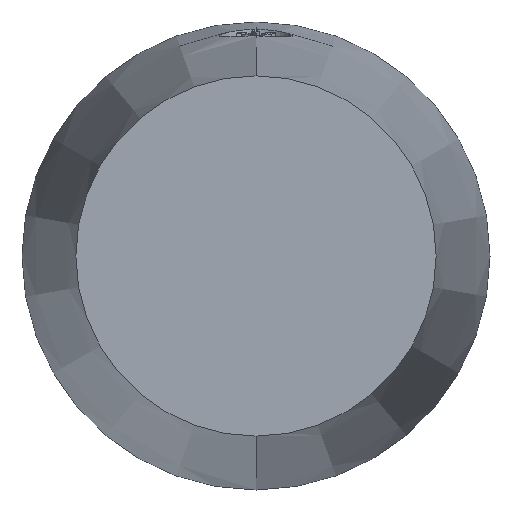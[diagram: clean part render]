
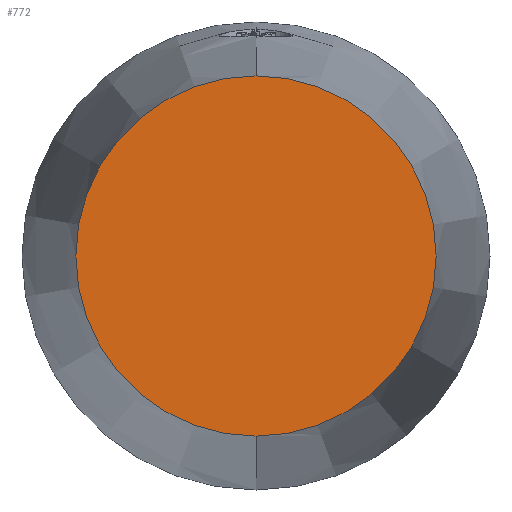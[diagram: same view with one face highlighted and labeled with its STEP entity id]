
A CAD part, front view. The second image highlights one B-rep face of the part: STEP entity #772.
In plain terms, the highlighted planar face has unit normal (0, -1, 0).
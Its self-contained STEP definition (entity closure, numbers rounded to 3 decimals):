
#115 = EDGE_CURVE ( 'NONE', #714, #647, #722, .T. ) ;
#118 = CIRCLE ( 'NONE', #702, 219.384 ) ;
#152 = DIRECTION ( 'NONE',  ( 0., 0., -1. ) ) ;
#183 = CARTESIAN_POINT ( 'NONE',  ( 0., 0., 219.384 ) ) ;
#187 = DIRECTION ( 'NONE',  ( 0., 0., -1. ) ) ;
#217 = EDGE_LOOP ( 'NONE', ( #409, #454 ) ) ;
#225 = DIRECTION ( 'NONE',  ( 0., -1., 0. ) ) ;
#239 = AXIS2_PLACEMENT_3D ( 'NONE', #284, #397, #187 ) ;
#284 = CARTESIAN_POINT ( 'NONE',  ( 0., 0., 0. ) ) ;
#308 = CARTESIAN_POINT ( 'NONE',  ( 0., 0., -219.384 ) ) ;
#314 = FACE_OUTER_BOUND ( 'NONE', #217, .T. ) ;
#397 = DIRECTION ( 'NONE',  ( 0., -1., 0. ) ) ;
#409 = ORIENTED_EDGE ( 'NONE', *, *, #765, .T. ) ;
#417 = AXIS2_PLACEMENT_3D ( 'NONE', #970, #1141, #152 ) ;
#426 = DIRECTION ( 'NONE',  ( 0., 0., -1. ) ) ;
#454 = ORIENTED_EDGE ( 'NONE', *, *, #115, .T. ) ;
#597 = PLANE ( 'NONE',  #417 ) ;
#647 = VERTEX_POINT ( 'NONE', #183 ) ;
#702 = AXIS2_PLACEMENT_3D ( 'NONE', #761, #225, #426 ) ;
#714 = VERTEX_POINT ( 'NONE', #308 ) ;
#722 = CIRCLE ( 'NONE', #239, 219.384 ) ;
#761 = CARTESIAN_POINT ( 'NONE',  ( 0., 0., 0. ) ) ;
#765 = EDGE_CURVE ( 'NONE', #647, #714, #118, .T. ) ;
#772 = ADVANCED_FACE ( 'NONE', ( #314 ), #597, .T. ) ;
#970 = CARTESIAN_POINT ( 'NONE',  ( 0., 0., 0. ) ) ;
#1141 = DIRECTION ( 'NONE',  ( 0., -1., 0. ) ) ;
